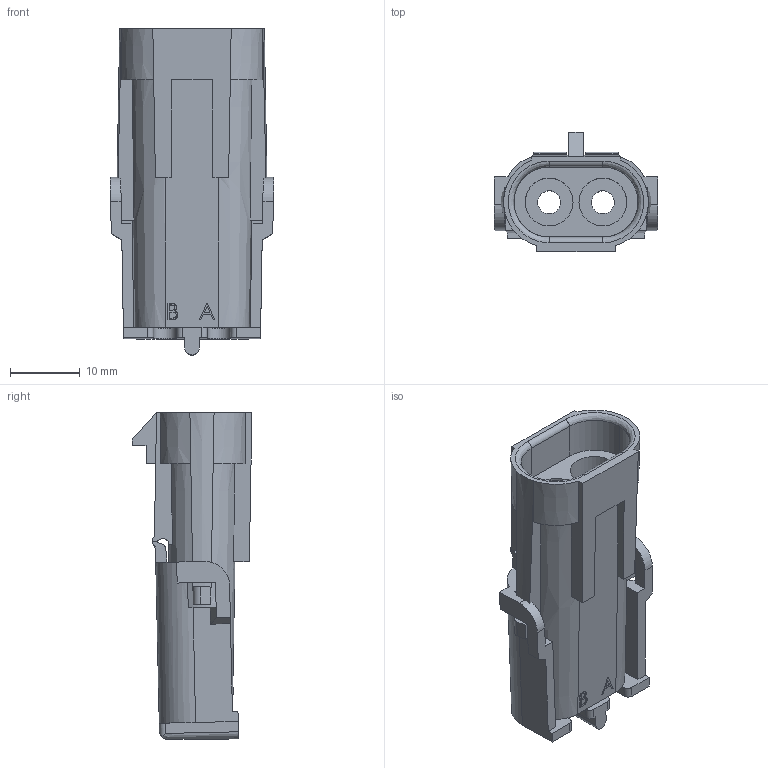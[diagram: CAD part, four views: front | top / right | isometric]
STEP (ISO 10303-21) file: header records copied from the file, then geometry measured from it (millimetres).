
FILE_DESCRIPTION (( 'STEP AP214' ), '1' );
FILE_NAME ('12010973.STEP', '2022-12-08T19:21:21', ( '' ), ( '' ), 'SwSTEP 2.0', 'SolidWorks 2021', '' );
FILE_SCHEMA (( 'AUTOMOTIVE_DESIGN' ));
Length unit declared in the file: millimetre
Products named in the file (1): 12010973
Bounding box: 23.4 x 17.15 x 46.73 mm (x, y, z)
Volume: 5586.4 mm3; surface area: 6646.7 mm2
Topology: 2 solids, 2 shells, 213 faces, 575 edges, 372 vertices
Faces by surface type: plane 112, cylinder 49, bspline 42, cone 10
Entity records: 7359 total; most frequent: CARTESIAN_POINT 2558, ORIENTED_EDGE 1150, DIRECTION 747, EDGE_CURVE 575, VERTEX_POINT 372, LINE 275, VECTOR 275, AXIS2_PLACEMENT_3D 236
